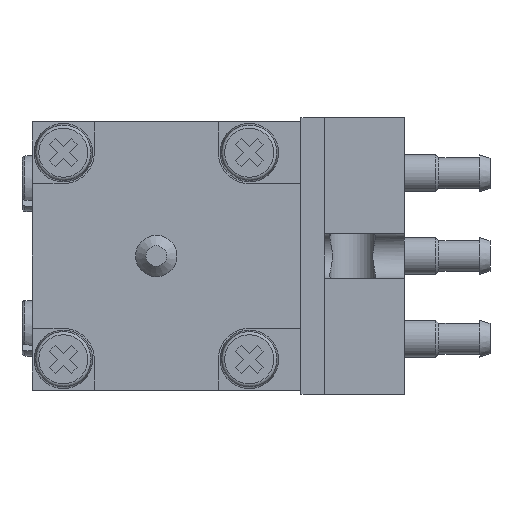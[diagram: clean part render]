
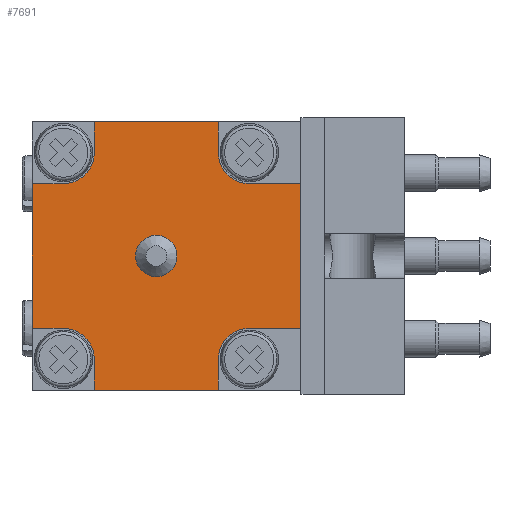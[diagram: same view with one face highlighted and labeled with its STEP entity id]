
A CAD part, left-side view. The second image highlights one B-rep face of the part: STEP entity #7691.
In plain terms, the highlighted planar face has unit normal (-1, 0, 0).
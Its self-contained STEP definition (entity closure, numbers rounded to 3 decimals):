
#176=CIRCLE('',#8041,2.);
#177=CIRCLE('',#8042,3.);
#178=CIRCLE('',#8043,3.);
#179=CIRCLE('',#8044,3.);
#180=CIRCLE('',#8045,3.);
#443=ORIENTED_EDGE('',*,*,#1925,.F.);
#444=ORIENTED_EDGE('',*,*,#1926,.F.);
#445=ORIENTED_EDGE('',*,*,#1927,.F.);
#446=ORIENTED_EDGE('',*,*,#1928,.F.);
#447=ORIENTED_EDGE('',*,*,#1929,.F.);
#448=ORIENTED_EDGE('',*,*,#1930,.F.);
#449=ORIENTED_EDGE('',*,*,#1852,.F.);
#450=ORIENTED_EDGE('',*,*,#1931,.F.);
#451=ORIENTED_EDGE('',*,*,#1932,.F.);
#452=ORIENTED_EDGE('',*,*,#1933,.F.);
#453=ORIENTED_EDGE('',*,*,#1858,.T.);
#454=ORIENTED_EDGE('',*,*,#1934,.F.);
#455=ORIENTED_EDGE('',*,*,#1935,.F.);
#456=ORIENTED_EDGE('',*,*,#1936,.F.);
#457=ORIENTED_EDGE('',*,*,#1843,.T.);
#458=ORIENTED_EDGE('',*,*,#1937,.F.);
#459=ORIENTED_EDGE('',*,*,#1938,.F.);
#1843=EDGE_CURVE('',#2586,#2585,#3111,.T.);
#1852=EDGE_CURVE('',#2594,#2595,#3120,.T.);
#1858=EDGE_CURVE('',#2599,#2598,#3126,.T.);
#1925=EDGE_CURVE('',#2663,#2663,#176,.F.);
#1926=EDGE_CURVE('',#2664,#2665,#3187,.T.);
#1927=EDGE_CURVE('',#2666,#2664,#3188,.T.);
#1928=EDGE_CURVE('',#2667,#2666,#3189,.T.);
#1929=EDGE_CURVE('',#2668,#2667,#177,.F.);
#1930=EDGE_CURVE('',#2595,#2668,#3190,.T.);
#1931=EDGE_CURVE('',#2669,#2594,#3191,.T.);
#1932=EDGE_CURVE('',#2670,#2669,#178,.F.);
#1933=EDGE_CURVE('',#2599,#2670,#3192,.T.);
#1934=EDGE_CURVE('',#2671,#2598,#3193,.T.);
#1935=EDGE_CURVE('',#2672,#2671,#179,.F.);
#1936=EDGE_CURVE('',#2586,#2672,#3194,.T.);
#1937=EDGE_CURVE('',#2673,#2585,#3195,.T.);
#1938=EDGE_CURVE('',#2665,#2673,#180,.F.);
#2585=VERTEX_POINT('',#10110);
#2586=VERTEX_POINT('',#10112);
#2594=VERTEX_POINT('',#10129);
#2595=VERTEX_POINT('',#10131);
#2598=VERTEX_POINT('',#10140);
#2599=VERTEX_POINT('',#10142);
#2663=VERTEX_POINT('',#10281);
#2664=VERTEX_POINT('',#10283);
#2665=VERTEX_POINT('',#10284);
#2666=VERTEX_POINT('',#10286);
#2667=VERTEX_POINT('',#10288);
#2668=VERTEX_POINT('',#10290);
#2669=VERTEX_POINT('',#10293);
#2670=VERTEX_POINT('',#10295);
#2671=VERTEX_POINT('',#10298);
#2672=VERTEX_POINT('',#10300);
#2673=VERTEX_POINT('',#10303);
#3111=LINE('',#10111,#3651);
#3120=LINE('',#10130,#3660);
#3126=LINE('',#10141,#3666);
#3187=LINE('',#10282,#3727);
#3188=LINE('',#10285,#3728);
#3189=LINE('',#10287,#3729);
#3190=LINE('',#10291,#3730);
#3191=LINE('',#10292,#3731);
#3192=LINE('',#10296,#3732);
#3193=LINE('',#10297,#3733);
#3194=LINE('',#10301,#3734);
#3195=LINE('',#10302,#3735);
#3651=VECTOR('',#8553,1000.);
#3660=VECTOR('',#8564,1000.);
#3666=VECTOR('',#8572,1000.);
#3727=VECTOR('',#8663,1000.);
#3728=VECTOR('',#8664,1000.);
#3729=VECTOR('',#8665,1000.);
#3730=VECTOR('',#8668,1000.);
#3731=VECTOR('',#8669,1000.);
#3732=VECTOR('',#8672,1000.);
#3733=VECTOR('',#8673,1000.);
#3734=VECTOR('',#8676,1000.);
#3735=VECTOR('',#8677,1000.);
#4195=EDGE_LOOP('',(#443));
#4196=EDGE_LOOP('',(#444,#445,#446,#447,#448,#449,#450,#451,#452,#453,#454,
#455,#456,#457,#458,#459));
#4665=FACE_BOUND('',#4195,.T.);
#4666=FACE_BOUND('',#4196,.T.);
#5125=PLANE('',#8040);
#7691=ADVANCED_FACE('',(#4665,#4666),#5125,.F.);
#8040=AXIS2_PLACEMENT_3D('',#10279,#8659,#8660);
#8041=AXIS2_PLACEMENT_3D('',#10280,#8661,#8662);
#8042=AXIS2_PLACEMENT_3D('',#10289,#8666,#8667);
#8043=AXIS2_PLACEMENT_3D('',#10294,#8670,#8671);
#8044=AXIS2_PLACEMENT_3D('',#10299,#8674,#8675);
#8045=AXIS2_PLACEMENT_3D('',#10304,#8678,#8679);
#8553=DIRECTION('',(0.,-1.,0.));
#8564=DIRECTION('',(0.,-1.,0.));
#8572=DIRECTION('',(0.,0.,-1.));
#8659=DIRECTION('',(1.,0.,0.));
#8660=DIRECTION('',(0.,0.,-1.));
#8661=DIRECTION('',(1.,0.,0.));
#8662=DIRECTION('',(0.,0.,-1.));
#8663=DIRECTION('',(0.,1.,0.));
#8664=DIRECTION('',(0.,0.,-1.));
#8665=DIRECTION('',(0.,-1.,0.));
#8666=DIRECTION('',(1.,0.,0.));
#8667=DIRECTION('',(0.,0.,-1.));
#8668=DIRECTION('',(0.,0.,-1.));
#8669=DIRECTION('',(0.,0.,1.));
#8670=DIRECTION('',(1.,0.,0.));
#8671=DIRECTION('',(0.,0.,-1.));
#8672=DIRECTION('',(0.,-1.,0.));
#8673=DIRECTION('',(0.,1.,0.));
#8674=DIRECTION('',(1.,0.,0.));
#8675=DIRECTION('',(0.,0.,-1.));
#8676=DIRECTION('',(0.,0.,1.));
#8677=DIRECTION('',(0.,0.,-1.));
#8678=DIRECTION('',(1.,0.,0.));
#8679=DIRECTION('',(0.,0.,-1.));
#10110=CARTESIAN_POINT('',(-25.,18.,-13.));
#10111=CARTESIAN_POINT('',(-25.,36.,-13.));
#10112=CARTESIAN_POINT('',(-25.,30.,-13.));
#10129=CARTESIAN_POINT('',(-25.,30.,13.));
#10130=CARTESIAN_POINT('',(-25.,36.,13.));
#10131=CARTESIAN_POINT('',(-25.,18.,13.));
#10140=CARTESIAN_POINT('',(-25.,36.,-7.));
#10141=CARTESIAN_POINT('',(-25.,36.,13.));
#10142=CARTESIAN_POINT('',(-25.,36.,7.));
#10279=CARTESIAN_POINT('',(-25.,36.,13.));
#10280=CARTESIAN_POINT('',(-25.,24.,0.));
#10281=CARTESIAN_POINT('',(-25.,24.,-2.));
#10282=CARTESIAN_POINT('',(-25.,36.,-7.));
#10283=CARTESIAN_POINT('',(-25.,10.,-7.));
#10284=CARTESIAN_POINT('',(-25.,15.,-7.));
#10285=CARTESIAN_POINT('',(-25.,10.,13.));
#10286=CARTESIAN_POINT('',(-25.,10.,7.));
#10287=CARTESIAN_POINT('',(-25.,36.,7.));
#10288=CARTESIAN_POINT('',(-25.,15.,7.));
#10289=CARTESIAN_POINT('',(-25.,15.,10.));
#10290=CARTESIAN_POINT('',(-25.,18.,10.));
#10291=CARTESIAN_POINT('',(-25.,18.,13.));
#10292=CARTESIAN_POINT('',(-25.,30.,13.));
#10293=CARTESIAN_POINT('',(-25.,30.,10.));
#10294=CARTESIAN_POINT('',(-25.,33.,10.));
#10295=CARTESIAN_POINT('',(-25.,33.,7.));
#10296=CARTESIAN_POINT('',(-25.,36.,7.));
#10297=CARTESIAN_POINT('',(-25.,36.,-7.));
#10298=CARTESIAN_POINT('',(-25.,33.,-7.));
#10299=CARTESIAN_POINT('',(-25.,33.,-10.));
#10300=CARTESIAN_POINT('',(-25.,30.,-10.));
#10301=CARTESIAN_POINT('',(-25.,30.,13.));
#10302=CARTESIAN_POINT('',(-25.,18.,13.));
#10303=CARTESIAN_POINT('',(-25.,18.,-10.));
#10304=CARTESIAN_POINT('',(-25.,15.,-10.));
